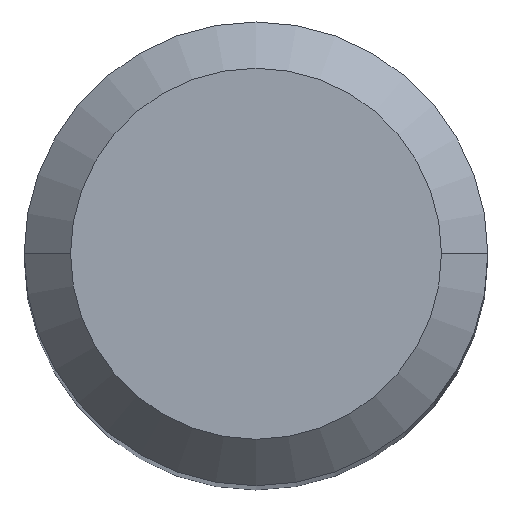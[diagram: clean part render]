
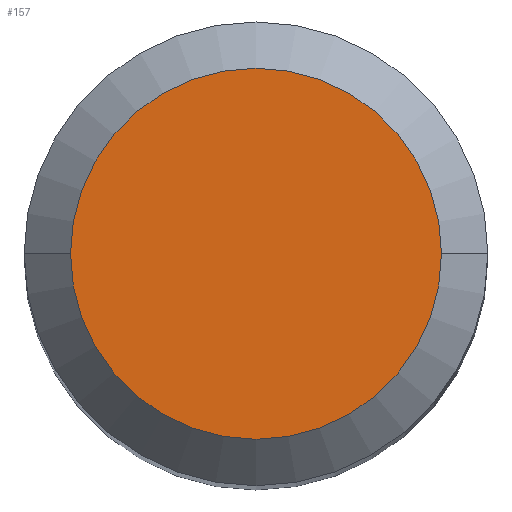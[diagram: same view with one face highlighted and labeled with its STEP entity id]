
A CAD part, top view. The second image highlights one B-rep face of the part: STEP entity #157.
In plain terms, the highlighted planar face has unit normal (0, 0, 1).
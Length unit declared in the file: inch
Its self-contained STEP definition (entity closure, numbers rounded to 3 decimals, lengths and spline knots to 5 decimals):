
#30 = CARTESIAN_POINT ( 'NONE',  ( 0., 0., 0. ) ) ;
#82 = VERTEX_POINT ( 'NONE', #90 ) ;
#90 = CARTESIAN_POINT ( 'NONE',  ( -0.09448, 0., 0. ) ) ;
#92 = AXIS2_PLACEMENT_3D ( 'NONE', #30, #387, #463 ) ;
#157 = ADVANCED_FACE ( 'NONE', ( #327 ), #204, .F. ) ;
#160 = CIRCLE ( 'NONE', #320, 0.09448 ) ;
#168 = DIRECTION ( 'NONE',  ( 1., 0., 0. ) ) ;
#183 = DIRECTION ( 'NONE',  ( 1., 0., 0. ) ) ;
#204 = PLANE ( 'NONE',  #92 ) ;
#245 = AXIS2_PLACEMENT_3D ( 'NONE', #351, #392, #183 ) ;
#295 = CARTESIAN_POINT ( 'NONE',  ( 0., 0., 0. ) ) ;
#320 = AXIS2_PLACEMENT_3D ( 'NONE', #295, #415, #168 ) ;
#322 = EDGE_CURVE ( 'NONE', #498, #82, #359, .T. ) ;
#327 = FACE_OUTER_BOUND ( 'NONE', #506, .T. ) ;
#351 = CARTESIAN_POINT ( 'NONE',  ( 0., 0., 0. ) ) ;
#359 = CIRCLE ( 'NONE', #245, 0.09448 ) ;
#387 = DIRECTION ( 'NONE',  ( 0., 0., -1. ) ) ;
#392 = DIRECTION ( 'NONE',  ( 0., 0., 1. ) ) ;
#415 = DIRECTION ( 'NONE',  ( 0., 0., 1. ) ) ;
#450 = CARTESIAN_POINT ( 'NONE',  ( 0.09448, 0., 0. ) ) ;
#458 = EDGE_CURVE ( 'NONE', #82, #498, #160, .T. ) ;
#462 = ORIENTED_EDGE ( 'NONE', *, *, #458, .T. ) ;
#463 = DIRECTION ( 'NONE',  ( -1., 0., 0. ) ) ;
#469 = ORIENTED_EDGE ( 'NONE', *, *, #322, .T. ) ;
#498 = VERTEX_POINT ( 'NONE', #450 ) ;
#506 = EDGE_LOOP ( 'NONE', ( #462, #469 ) ) ;
